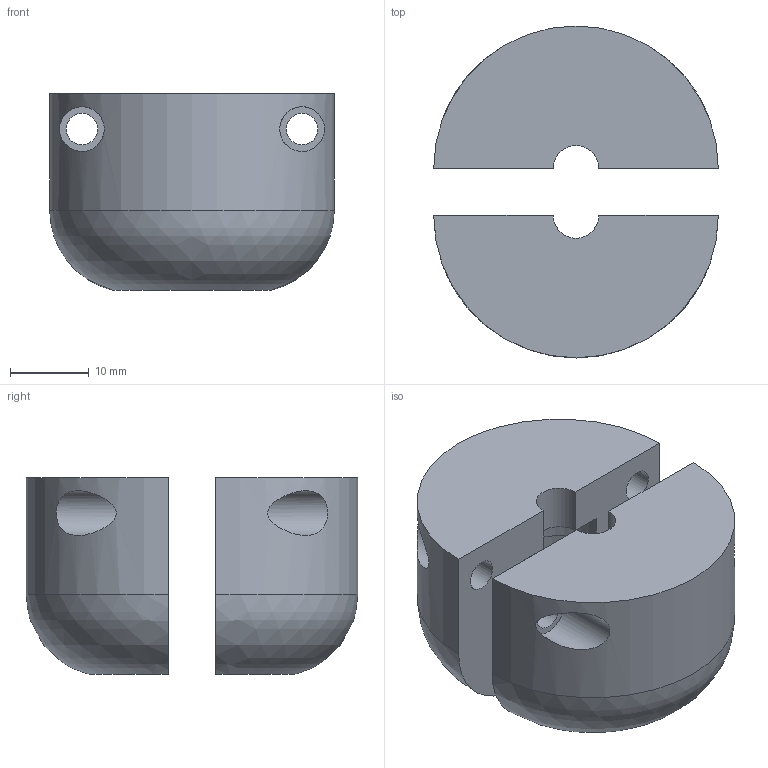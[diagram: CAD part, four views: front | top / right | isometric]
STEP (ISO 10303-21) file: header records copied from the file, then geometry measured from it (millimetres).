
FILE_DESCRIPTION(/* description */ (''),/* implementation_level */ '2;1');
FILE_NAME(/* name */ 'tracker connector.step',/* time_stamp */ '2023-07-30T19:33:43+08:00',/* author */ (''),/* organization */ (''),/* preprocessor_version */ 'ST-DEVELOPER v19.2',/* originating_system */ 'Autodesk Translation Framework v11.17.0.187',/* authorisation */ '');
FILE_SCHEMA (('AUTOMOTIVE_DESIGN { 1 0 10303 214 3 1 1 }'));
Length unit declared in the file: millimetre
Products named in the file (1): tracker connector
Bounding box: 36.2 x 42.2 x 25 mm (x, y, z)
Volume: 17267.3 mm3; surface area: 6981.9 mm2
Topology: 2 solids, 2 shells, 32 faces, 74 edges, 50 vertices
Faces by surface type: cylinder 16, plane 14, bspline 2
Full cylindrical faces by diameter (mm): 4 x4, 5.7 x4
Entity records: 1132 total; most frequent: CARTESIAN_POINT 335, DIRECTION 162, ORIENTED_EDGE 148, EDGE_CURVE 74, AXIS2_PLACEMENT_3D 63, VERTEX_POINT 50, EDGE_LOOP 44, LINE 36
